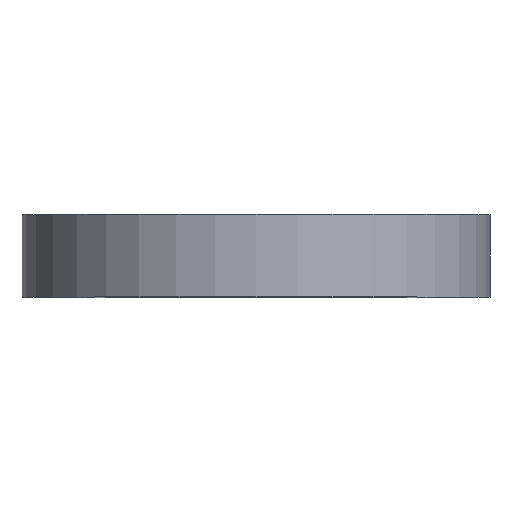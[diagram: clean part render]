
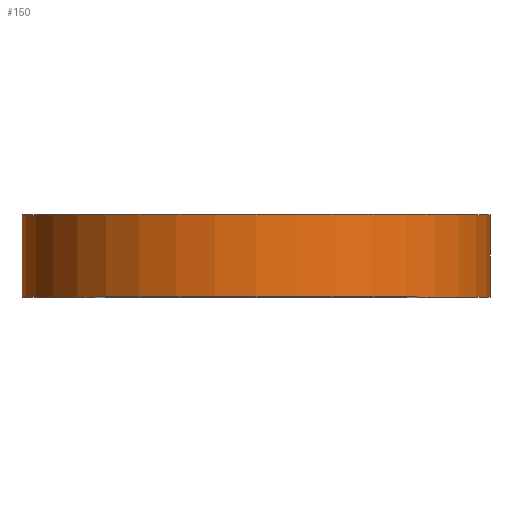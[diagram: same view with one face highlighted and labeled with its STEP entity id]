
A CAD part, top view. The second image highlights one B-rep face of the part: STEP entity #150.
In plain terms, the highlighted cylindrical face has radius 8.5 mm (diameter 17 mm), a full revolution.
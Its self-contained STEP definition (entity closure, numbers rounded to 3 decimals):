
#29=FACE_OUTER_BOUND('',#39,.T.);
#39=EDGE_LOOP('',(#131,#132,#133,#134));
#43=CIRCLE('',#179,8.5);
#45=CIRCLE('',#183,8.5);
#61=LINE('',#1308,#65);
#65=VECTOR('',#208,8.5);
#74=VERTEX_POINT('',#506);
#78=VERTEX_POINT('',#1306);
#89=EDGE_CURVE('',#74,#74,#43,.T.);
#97=EDGE_CURVE('',#78,#78,#45,.T.);
#98=EDGE_CURVE('',#78,#74,#61,.T.);
#131=ORIENTED_EDGE('',*,*,#97,.F.);
#132=ORIENTED_EDGE('',*,*,#98,.T.);
#133=ORIENTED_EDGE('',*,*,#89,.T.);
#134=ORIENTED_EDGE('',*,*,#98,.F.);
#142=CYLINDRICAL_SURFACE('',#182,8.5);
#150=ADVANCED_FACE('',(#29),#142,.T.);
#179=AXIS2_PLACEMENT_3D('',#507,#198,#199);
#182=AXIS2_PLACEMENT_3D('',#1305,#204,#205);
#183=AXIS2_PLACEMENT_3D('',#1307,#206,#207);
#198=DIRECTION('center_axis',(0.,1.,0.));
#199=DIRECTION('ref_axis',(-1.,0.,0.));
#204=DIRECTION('center_axis',(0.,1.,0.));
#205=DIRECTION('ref_axis',(-1.,0.,0.));
#206=DIRECTION('center_axis',(0.,1.,0.));
#207=DIRECTION('ref_axis',(-1.,0.,0.));
#208=DIRECTION('',(0.,-1.,0.));
#506=CARTESIAN_POINT('',(8.5,0.,0.));
#507=CARTESIAN_POINT('Origin',(0.,0.,0.));
#1305=CARTESIAN_POINT('Origin',(0.,0.,0.));
#1306=CARTESIAN_POINT('',(8.5,3.,0.));
#1307=CARTESIAN_POINT('Origin',(0.,3.,0.));
#1308=CARTESIAN_POINT('',(8.5,0.,0.));
